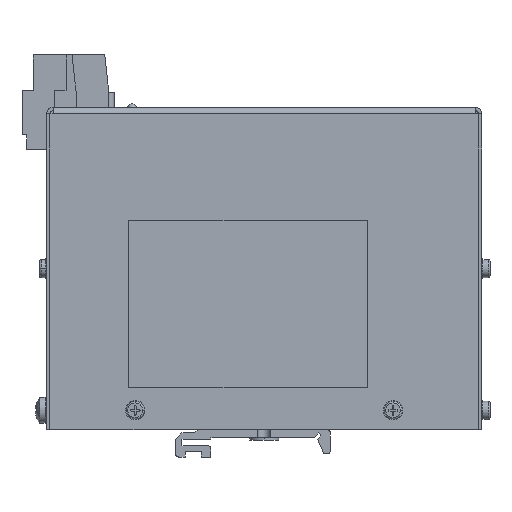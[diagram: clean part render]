
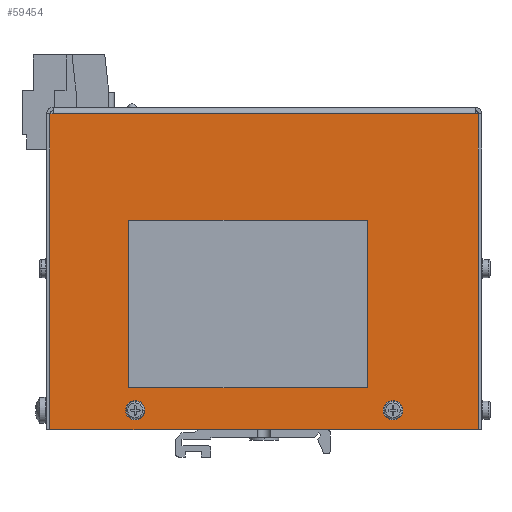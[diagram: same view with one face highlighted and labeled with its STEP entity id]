
A CAD part, left-side view. The second image highlights one B-rep face of the part: STEP entity #59454.
In plain terms, the highlighted planar face has unit normal (-1, 0, 0).
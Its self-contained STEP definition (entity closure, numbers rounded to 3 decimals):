
#439 = DIRECTION ( 'NONE',  ( 1., 0., 0. ) ) ;
#849 = VECTOR ( 'NONE', #39297, 1000. ) ;
#1101 = EDGE_CURVE ( 'NONE', #5332, #15603, #51096, .T. ) ;
#1105 = CARTESIAN_POINT ( 'NONE',  ( -70.631, -25.875, 11. ) ) ;
#2632 = FACE_OUTER_BOUND ( 'NONE', #31655, .T. ) ;
#4129 = FACE_BOUND ( 'NONE', #44558, .T. ) ;
#5332 = VERTEX_POINT ( 'NONE', #19878 ) ;
#6167 = CARTESIAN_POINT ( 'NONE',  ( -70.631, -55.125, -81. ) ) ;
#7246 = CARTESIAN_POINT ( 'NONE',  ( -70.631, -159.874, 11. ) ) ;
#9316 = ORIENTED_EDGE ( 'NONE', *, *, #1101, .T. ) ;
#9531 = DIRECTION ( 'NONE',  ( 1., 0., 0. ) ) ;
#10484 = DIRECTION ( 'NONE',  ( 0., -1., 0. ) ) ;
#12073 = LINE ( 'NONE', #14338, #56377 ) ;
#12951 = AXIS2_PLACEMENT_3D ( 'NONE', #13741, #9531, #61749 ) ;
#13321 = EDGE_CURVE ( 'NONE', #5332, #21116, #25057, .T. ) ;
#13741 = CARTESIAN_POINT ( 'NONE',  ( -70.631, -133.375, -81. ) ) ;
#14338 = CARTESIAN_POINT ( 'NONE',  ( -70.631, -25.875, 11. ) ) ;
#14653 = VECTOR ( 'NONE', #60372, 1000. ) ;
#15177 = PLANE ( 'NONE',  #51583 ) ;
#15380 = AXIS2_PLACEMENT_3D ( 'NONE', #34022, #439, #10484 ) ;
#15603 = VERTEX_POINT ( 'NONE', #43971 ) ;
#17080 = DIRECTION ( 'NONE',  ( 0., -1., 0. ) ) ;
#17252 = DIRECTION ( 'NONE',  ( 0., -1., 0. ) ) ;
#17343 = CIRCLE ( 'NONE', #35378, 1.75 ) ;
#18048 = EDGE_CURVE ( 'NONE', #40012, #27134, #42603, .T. ) ;
#18052 = CARTESIAN_POINT ( 'NONE',  ( -70.631, -133.375, -81. ) ) ;
#18448 = VERTEX_POINT ( 'NONE', #45801 ) ;
#19878 = CARTESIAN_POINT ( 'NONE',  ( -70.631, -158.875, 11. ) ) ;
#19918 = FACE_BOUND ( 'NONE', #49232, .T. ) ;
#21116 = VERTEX_POINT ( 'NONE', #7246 ) ;
#22670 = ORIENTED_EDGE ( 'NONE', *, *, #50808, .F. ) ;
#23142 = DIRECTION ( 'NONE',  ( 0., -1., 0. ) ) ;
#23955 = ORIENTED_EDGE ( 'NONE', *, *, #24577, .F. ) ;
#24329 = CARTESIAN_POINT ( 'NONE',  ( -70.631, -51.625, -81. ) ) ;
#24577 = EDGE_CURVE ( 'NONE', #44811, #15603, #12073, .T. ) ;
#24803 = DIRECTION ( 'NONE',  ( 0., 1., 0. ) ) ;
#25057 = LINE ( 'NONE', #35661, #29622 ) ;
#25197 = DIRECTION ( 'NONE',  ( -1., 0., 0. ) ) ;
#26036 = ORIENTED_EDGE ( 'NONE', *, *, #13321, .F. ) ;
#27134 = VERTEX_POINT ( 'NONE', #53759 ) ;
#27352 = ORIENTED_EDGE ( 'NONE', *, *, #59775, .T. ) ;
#27595 = CIRCLE ( 'NONE', #37199, 1.75 ) ;
#28413 = VECTOR ( 'NONE', #42058, 1000. ) ;
#29622 = VECTOR ( 'NONE', #40665, 1000. ) ;
#30490 = ORIENTED_EDGE ( 'NONE', *, *, #62168, .F. ) ;
#31262 = CARTESIAN_POINT ( 'NONE',  ( -70.631, -131.625, -81. ) ) ;
#31655 = EDGE_LOOP ( 'NONE', ( #26036, #9316, #23955, #30490, #54337, #22670 ) ) ;
#32852 = CARTESIAN_POINT ( 'NONE',  ( -70.631, -159.874, -86. ) ) ;
#33494 = VERTEX_POINT ( 'NONE', #52580 ) ;
#33808 = CARTESIAN_POINT ( 'NONE',  ( -70.631, -26.876, -86. ) ) ;
#34022 = CARTESIAN_POINT ( 'NONE',  ( -70.631, -53.375, -81. ) ) ;
#34366 = CARTESIAN_POINT ( 'NONE',  ( -70.631, -26.876, 11. ) ) ;
#35378 = AXIS2_PLACEMENT_3D ( 'NONE', #18052, #51629, #17252 ) ;
#35661 = CARTESIAN_POINT ( 'NONE',  ( -70.631, -25.875, 11. ) ) ;
#36471 = LINE ( 'NONE', #45921, #14653 ) ;
#36731 = ORIENTED_EDGE ( 'NONE', *, *, #54044, .T. ) ;
#37199 = AXIS2_PLACEMENT_3D ( 'NONE', #45824, #41404, #17080 ) ;
#38170 = EDGE_CURVE ( 'NONE', #27134, #40012, #17343, .T. ) ;
#38611 = DIRECTION ( 'NONE',  ( 0., 0., 1. ) ) ;
#39088 = ORIENTED_EDGE ( 'NONE', *, *, #38170, .T. ) ;
#39297 = DIRECTION ( 'NONE',  ( 0., 1., 0. ) ) ;
#40012 = VERTEX_POINT ( 'NONE', #31262 ) ;
#40093 = EDGE_CURVE ( 'NONE', #33494, #18448, #36471, .T. ) ;
#40665 = DIRECTION ( 'NONE',  ( 0., -1., 0. ) ) ;
#41404 = DIRECTION ( 'NONE',  ( 1., 0., 0. ) ) ;
#42058 = DIRECTION ( 'NONE',  ( 0., 0., -1. ) ) ;
#42603 = CIRCLE ( 'NONE', #12951, 1.75 ) ;
#43971 = CARTESIAN_POINT ( 'NONE',  ( -70.631, -27.875, 11. ) ) ;
#44558 = EDGE_LOOP ( 'NONE', ( #27352, #36731 ) ) ;
#44811 = VERTEX_POINT ( 'NONE', #34366 ) ;
#45801 = CARTESIAN_POINT ( 'NONE',  ( -70.631, -159.874, -87. ) ) ;
#45824 = CARTESIAN_POINT ( 'NONE',  ( -70.631, -53.375, -81. ) ) ;
#45921 = CARTESIAN_POINT ( 'NONE',  ( -70.631, -25.875, -87. ) ) ;
#48393 = VECTOR ( 'NONE', #38611, 1000. ) ;
#49232 = EDGE_LOOP ( 'NONE', ( #39088, #57454 ) ) ;
#50172 = LINE ( 'NONE', #32852, #28413 ) ;
#50808 = EDGE_CURVE ( 'NONE', #21116, #18448, #50172, .T. ) ;
#51096 = LINE ( 'NONE', #1105, #849 ) ;
#51465 = VERTEX_POINT ( 'NONE', #24329 ) ;
#51583 = AXIS2_PLACEMENT_3D ( 'NONE', #54016, #25197, #24803 ) ;
#51629 = DIRECTION ( 'NONE',  ( 1., 0., 0. ) ) ;
#52580 = CARTESIAN_POINT ( 'NONE',  ( -70.631, -26.876, -87. ) ) ;
#53759 = CARTESIAN_POINT ( 'NONE',  ( -70.631, -135.125, -81. ) ) ;
#54016 = CARTESIAN_POINT ( 'NONE',  ( -70.631, -25.875, -86. ) ) ;
#54044 = EDGE_CURVE ( 'NONE', #51465, #55671, #27595, .T. ) ;
#54337 = ORIENTED_EDGE ( 'NONE', *, *, #40093, .T. ) ;
#55181 = CIRCLE ( 'NONE', #15380, 1.75 ) ;
#55671 = VERTEX_POINT ( 'NONE', #6167 ) ;
#56377 = VECTOR ( 'NONE', #23142, 1000. ) ;
#57454 = ORIENTED_EDGE ( 'NONE', *, *, #18048, .T. ) ;
#59454 = ADVANCED_FACE ( 'NONE', ( #4129, #19918, #2632 ), #15177, .T. ) ;
#59626 = LINE ( 'NONE', #33808, #48393 ) ;
#59775 = EDGE_CURVE ( 'NONE', #55671, #51465, #55181, .T. ) ;
#60372 = DIRECTION ( 'NONE',  ( 0., -1., 0. ) ) ;
#61749 = DIRECTION ( 'NONE',  ( 0., -1., 0. ) ) ;
#62168 = EDGE_CURVE ( 'NONE', #33494, #44811, #59626, .T. ) ;
